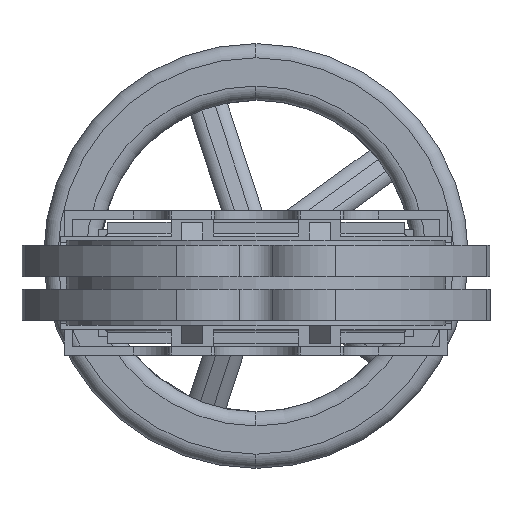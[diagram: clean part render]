
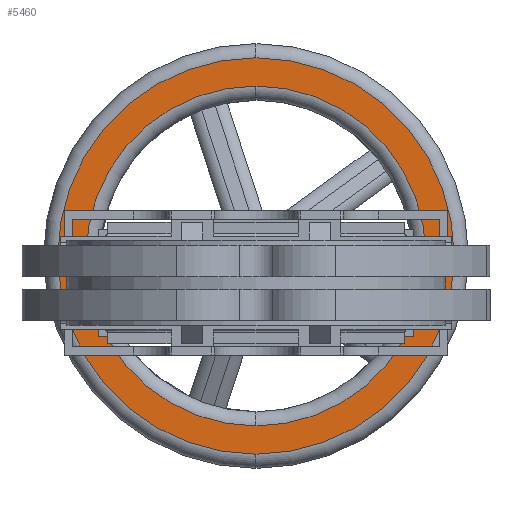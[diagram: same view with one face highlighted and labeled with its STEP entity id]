
A CAD part, front view. The second image highlights one B-rep face of the part: STEP entity #5460.
In plain terms, the highlighted planar face has unit normal (0, -1, 0).
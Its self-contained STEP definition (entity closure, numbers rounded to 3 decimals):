
#838 = VERTEX_POINT ( 'NONE', #22500 ) ;
#2509 = EDGE_CURVE ( 'NONE', #838, #34328, #4974, .T. ) ;
#3577 = ORIENTED_EDGE ( 'NONE', *, *, #32370, .T. ) ;
#4465 = AXIS2_PLACEMENT_3D ( 'NONE', #12513, #39410, #16376 ) ;
#4974 = CIRCLE ( 'NONE', #28727, 140. ) ;
#5460 = ADVANCED_FACE ( 'NONE', ( #26560, #12077 ), #10297, .F. ) ;
#6038 = CIRCLE ( 'NONE', #32737, 120. ) ;
#6205 = VERTEX_POINT ( 'NONE', #35226 ) ;
#6331 = CARTESIAN_POINT ( 'NONE',  ( 0., 600., -105.5 ) ) ;
#6542 = AXIS2_PLACEMENT_3D ( 'NONE', #21948, #28983, #13526 ) ;
#6885 = DIRECTION ( 'NONE',  ( 0., 1., 0. ) ) ;
#7624 = DIRECTION ( 'NONE',  ( 0., 0., 1. ) ) ;
#8024 = VERTEX_POINT ( 'NONE', #6331 ) ;
#8110 = DIRECTION ( 'NONE',  ( 0., -1., 0. ) ) ;
#10297 = PLANE ( 'NONE',  #6542 ) ;
#12077 = FACE_OUTER_BOUND ( 'NONE', #38777, .T. ) ;
#12513 = CARTESIAN_POINT ( 'NONE',  ( 0., 600., 14.5 ) ) ;
#12675 = CIRCLE ( 'NONE', #37981, 120. ) ;
#13526 = DIRECTION ( 'NONE',  ( 0., 0., 1. ) ) ;
#16376 = DIRECTION ( 'NONE',  ( 0., 0., 1. ) ) ;
#21948 = CARTESIAN_POINT ( 'NONE',  ( 0., 600., 14.5 ) ) ;
#22189 = ORIENTED_EDGE ( 'NONE', *, *, #2509, .T. ) ;
#22255 = CARTESIAN_POINT ( 'NONE',  ( 0., 600., 14.5 ) ) ;
#22500 = CARTESIAN_POINT ( 'NONE',  ( 0., 600., 154.5 ) ) ;
#22558 = ORIENTED_EDGE ( 'NONE', *, *, #49553, .T. ) ;
#23451 = EDGE_CURVE ( 'NONE', #6205, #8024, #12675, .T. ) ;
#26560 = FACE_BOUND ( 'NONE', #37629, .T. ) ;
#28727 = AXIS2_PLACEMENT_3D ( 'NONE', #46146, #8110, #35039 ) ;
#28983 = DIRECTION ( 'NONE',  ( 0., 1., 0. ) ) ;
#29325 = ORIENTED_EDGE ( 'NONE', *, *, #23451, .T. ) ;
#29916 = CARTESIAN_POINT ( 'NONE',  ( 0., 600., -125.5 ) ) ;
#32370 = EDGE_CURVE ( 'NONE', #8024, #6205, #6038, .T. ) ;
#32737 = AXIS2_PLACEMENT_3D ( 'NONE', #34558, #42161, #7624 ) ;
#34328 = VERTEX_POINT ( 'NONE', #29916 ) ;
#34558 = CARTESIAN_POINT ( 'NONE',  ( 0., 600., 14.5 ) ) ;
#35039 = DIRECTION ( 'NONE',  ( 0., 0., 1. ) ) ;
#35226 = CARTESIAN_POINT ( 'NONE',  ( 0., 600., 134.5 ) ) ;
#37414 = CIRCLE ( 'NONE', #4465, 140. ) ;
#37629 = EDGE_LOOP ( 'NONE', ( #29325, #3577 ) ) ;
#37981 = AXIS2_PLACEMENT_3D ( 'NONE', #22255, #6885, #49116 ) ;
#38777 = EDGE_LOOP ( 'NONE', ( #22189, #22558 ) ) ;
#39410 = DIRECTION ( 'NONE',  ( 0., -1., 0. ) ) ;
#42161 = DIRECTION ( 'NONE',  ( 0., 1., 0. ) ) ;
#46146 = CARTESIAN_POINT ( 'NONE',  ( 0., 600., 14.5 ) ) ;
#49116 = DIRECTION ( 'NONE',  ( 0., 0., 1. ) ) ;
#49553 = EDGE_CURVE ( 'NONE', #34328, #838, #37414, .T. ) ;
